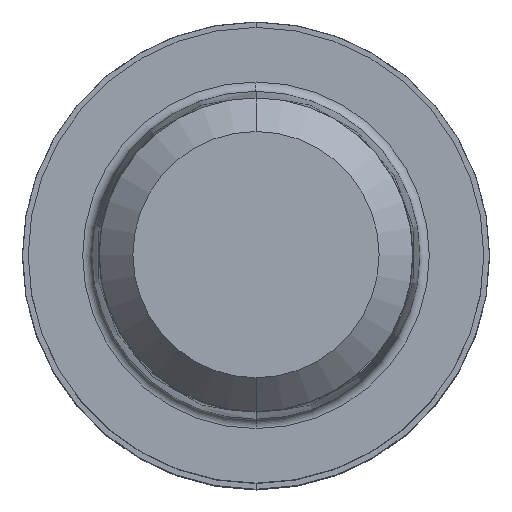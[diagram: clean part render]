
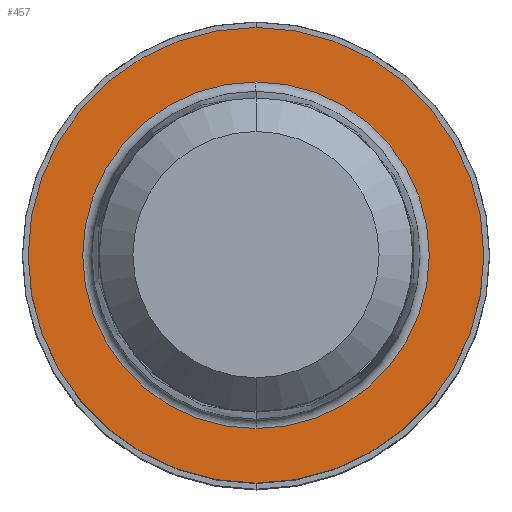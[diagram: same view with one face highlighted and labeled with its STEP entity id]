
A CAD part, top view. The second image highlights one B-rep face of the part: STEP entity #457.
In plain terms, the highlighted planar face has unit normal (0, 0, 1).
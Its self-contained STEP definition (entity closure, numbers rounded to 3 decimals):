
#195=EDGE_CURVE('',#321,#499,#530,.T.);
#315=EDGE_CURVE('',#499,#321,#665,.T.);
#321=VERTEX_POINT('',#671);
#371=VERTEX_POINT('',#729);
#399=EDGE_CURVE('',#371,#495,#763,.T.);
#449=EDGE_CURVE('',#495,#371,#821,.T.);
#457=ADVANCED_FACE('',(#829,#830),#831,.T.);
#495=VERTEX_POINT('',#873);
#499=VERTEX_POINT('',#877);
#530=CIRCLE('',#903,4.45);
#665=CIRCLE('',#1079,4.45);
#671=CARTESIAN_POINT('',(0.0,4.45,0.01));
#729=CARTESIAN_POINT('',(0.0,5.85,0.01));
#763=CIRCLE('',#1196,5.85);
#821=CIRCLE('',#1271,5.85);
#829=FACE_OUTER_BOUND('',#1282,.T.);
#830=FACE_BOUND('',#1283,.T.);
#831=PLANE('',#1284);
#873=CARTESIAN_POINT('',(0.,-5.85,0.01));
#877=CARTESIAN_POINT('',(0.,-4.45,0.01));
#903=AXIS2_PLACEMENT_3D('',#1356,#1357,#1358);
#1079=AXIS2_PLACEMENT_3D('',#1544,#1545,#1546);
#1196=AXIS2_PLACEMENT_3D('',#1673,#1674,#1675);
#1271=AXIS2_PLACEMENT_3D('',#1757,#1758,#1759);
#1282=EDGE_LOOP('',(#1765,#1766));
#1283=EDGE_LOOP('',(#1767,#1768));
#1284=AXIS2_PLACEMENT_3D('',#1769,#1770,#1771);
#1356=CARTESIAN_POINT('',(0.0,0.0,0.01));
#1357=DIRECTION('',(0.0,0.0,-1.0));
#1358=DIRECTION('',(0.0,1.0,0.0));
#1544=CARTESIAN_POINT('',(0.0,0.0,0.01));
#1545=DIRECTION('',(0.0,0.0,-1.0));
#1546=DIRECTION('',(0.0,1.0,0.0));
#1673=CARTESIAN_POINT('',(0.0,0.0,0.01));
#1674=DIRECTION('',(0.0,0.0,-1.0));
#1675=DIRECTION('',(0.0,1.0,0.0));
#1757=CARTESIAN_POINT('',(0.0,0.0,0.01));
#1758=DIRECTION('',(0.0,0.0,-1.0));
#1759=DIRECTION('',(0.0,1.0,0.0));
#1765=ORIENTED_EDGE('',*,*,#399,.F.);
#1766=ORIENTED_EDGE('',*,*,#449,.F.);
#1767=ORIENTED_EDGE('',*,*,#195,.T.);
#1768=ORIENTED_EDGE('',*,*,#315,.T.);
#1769=CARTESIAN_POINT('',(0.0,2.925,0.01));
#1770=DIRECTION('',(-0.0,0.0,1.0));
#1771=DIRECTION('',(0.0,-1.0,0.0));
